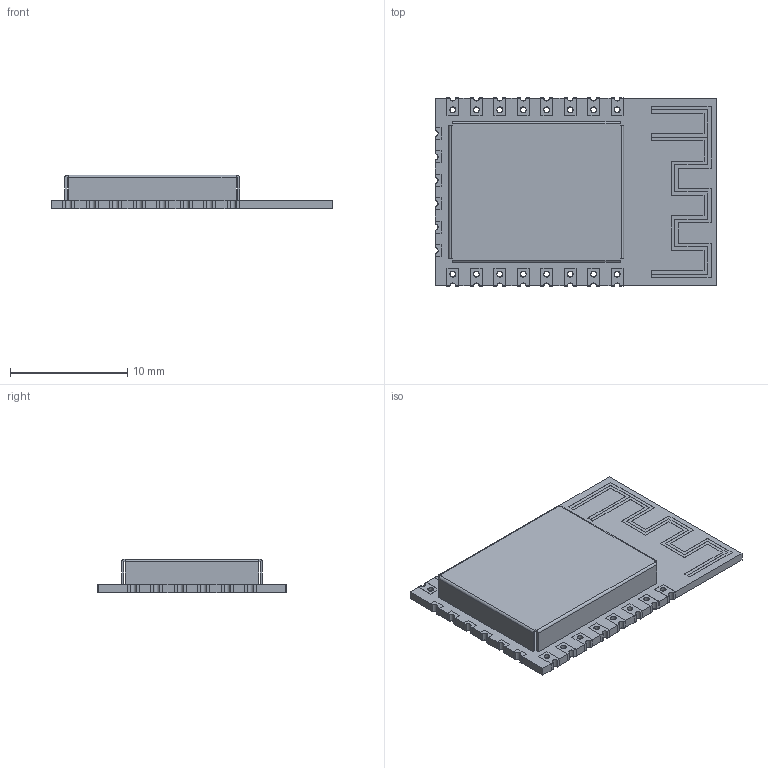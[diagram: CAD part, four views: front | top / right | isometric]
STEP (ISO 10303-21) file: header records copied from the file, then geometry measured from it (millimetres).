
FILE_DESCRIPTION( ( '' ), ' ' );
FILE_NAME( '57609ea6e4b0f5850b23de55.step', '2016-06-15T00:17:42', ( '' ), ( '' ), ' ', ' ', ' ' );
FILE_SCHEMA( ( 'AUTOMOTIVE_DESIGN { 1 0 10303 214 1 1 1 1 }' ) );
Length unit declared in the file: metre
Products named in the file (30): Part 25; Part 24; Part 23; Part 22; Part 21; Part 19; Part 20; Part 17; Part 18; Part 15; Part 16; Part 13; Part 14; Part 11; Part 12; Part 9; Part 10; Part 7; Part 8; PIN2; Part 5; PIN 1; ANT; Surface 4; Surface 5; Surface 1; Surface 2; Surface 3; CAN; PCB
Bounding box: 24.01 x 16.02 x 2.86 mm (x, y, z)
Volume: 321.4 mm3; surface area: 1615.4 mm2
Topology: 25 solids, 38 shells, 475 faces, 1288 edges, 876 vertices
Faces by surface type: plane 357, cylinder 118
Full cylindrical faces by diameter (mm): 0.48 x16, 0.5 x32
Entity records: 18934 total; most frequent: CARTESIAN_POINT 2621, DIRECTION 2486, ORIENTED_EDGE 2428, EDGE_CURVE 1240, LINE 1004, VECTOR 1004, VERTEX_POINT 876, AXIS2_PLACEMENT_3D 741
